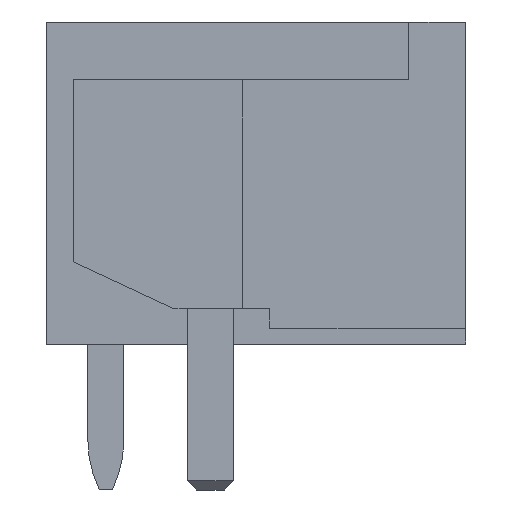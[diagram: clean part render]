
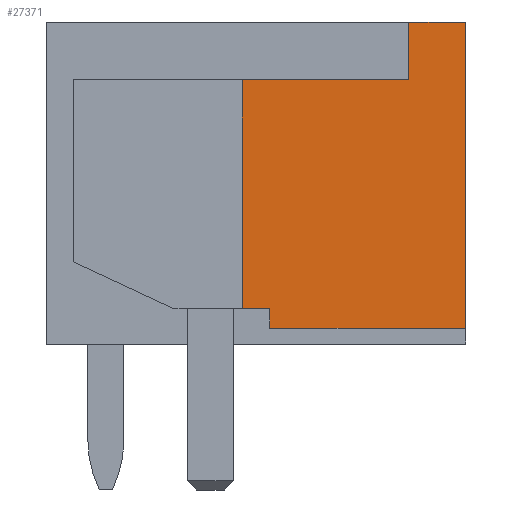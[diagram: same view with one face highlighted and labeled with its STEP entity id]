
A CAD part, left-side view. The second image highlights one B-rep face of the part: STEP entity #27371.
In plain terms, the highlighted planar face has unit normal (-1, 0, 0).
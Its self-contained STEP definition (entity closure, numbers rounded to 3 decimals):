
#27340=AXIS2_PLACEMENT_3D('Plane Axis2P3D',#27337,#27338,#27339) ;
#1132=CARTESIAN_POINT('Vertex',(0.,0.,10.27)) ;
#1135=CARTESIAN_POINT('Line Origine',(0.,0.,6.91)) ;
#1139=CARTESIAN_POINT('Vertex',(0.,0.,3.55)) ;
#3874=CARTESIAN_POINT('Vertex',(0.,1.25,10.27)) ;
#3877=CARTESIAN_POINT('Line Origine',(0.,0.625,10.27)) ;
#27274=CARTESIAN_POINT('Vertex',(0.,4.3,3.55)) ;
#27277=CARTESIAN_POINT('Line Origine',(0.,4.3,3.765)) ;
#27281=CARTESIAN_POINT('Vertex',(0.,4.3,3.98)) ;
#27301=CARTESIAN_POINT('Line Origine',(0.,2.15,3.55)) ;
#27322=CARTESIAN_POINT('Vertex',(0.,1.25,9.)) ;
#27325=CARTESIAN_POINT('Line Origine',(0.,1.25,9.635)) ;
#27337=CARTESIAN_POINT('Axis2P3D Location',(0.,0.,0.)) ;
#27342=CARTESIAN_POINT('Line Origine',(0.,4.6,3.98)) ;
#27346=CARTESIAN_POINT('Vertex',(0.,4.9,3.98)) ;
#27349=CARTESIAN_POINT('Line Origine',(0.,3.075,9.)) ;
#27353=CARTESIAN_POINT('Vertex',(0.,4.9,9.)) ;
#27356=CARTESIAN_POINT('Line Origine',(0.,4.9,6.49)) ;
#1136=DIRECTION('Vector Direction',(0.,0.,-1.)) ;
#3878=DIRECTION('Vector Direction',(0.,-1.,0.)) ;
#27278=DIRECTION('Vector Direction',(0.,0.,1.)) ;
#27302=DIRECTION('Vector Direction',(0.,1.,0.)) ;
#27326=DIRECTION('Vector Direction',(0.,0.,1.)) ;
#27338=DIRECTION('Axis2P3D Direction',(-1.,0.,0.)) ;
#27339=DIRECTION('Axis2P3D XDirection',(0.,-1.,0.)) ;
#27343=DIRECTION('Vector Direction',(0.,1.,0.)) ;
#27350=DIRECTION('Vector Direction',(0.,-1.,0.)) ;
#27357=DIRECTION('Vector Direction',(0.,0.,-1.)) ;
#1137=VECTOR('Line Direction',#1136,1.) ;
#3879=VECTOR('Line Direction',#3878,1.) ;
#27279=VECTOR('Line Direction',#27278,1.) ;
#27303=VECTOR('Line Direction',#27302,1.) ;
#27327=VECTOR('Line Direction',#27326,1.) ;
#27344=VECTOR('Line Direction',#27343,1.) ;
#27351=VECTOR('Line Direction',#27350,1.) ;
#27358=VECTOR('Line Direction',#27357,1.) ;
#27362=ORIENTED_EDGE('',*,*,#27348,.T.) ;
#27363=ORIENTED_EDGE('',*,*,#27283,.T.) ;
#27364=ORIENTED_EDGE('',*,*,#27305,.T.) ;
#27365=ORIENTED_EDGE('',*,*,#1141,.T.) ;
#27366=ORIENTED_EDGE('',*,*,#3881,.T.) ;
#27367=ORIENTED_EDGE('',*,*,#27329,.T.) ;
#27368=ORIENTED_EDGE('',*,*,#27355,.T.) ;
#27369=ORIENTED_EDGE('',*,*,#27360,.T.) ;
#27371=ADVANCED_FACE('HOUSING',(#27370),#27341,.T.) ;
#1141=EDGE_CURVE('',#1140,#1133,#1138,.F.) ;
#3881=EDGE_CURVE('',#1133,#3875,#3880,.F.) ;
#27283=EDGE_CURVE('',#27282,#27275,#27280,.F.) ;
#27305=EDGE_CURVE('',#27275,#1140,#27304,.F.) ;
#27329=EDGE_CURVE('',#3875,#27323,#27328,.F.) ;
#27348=EDGE_CURVE('',#27347,#27282,#27345,.F.) ;
#27355=EDGE_CURVE('',#27323,#27354,#27352,.F.) ;
#27360=EDGE_CURVE('',#27354,#27347,#27359,.T.) ;
#27361=EDGE_LOOP('',(#27362,#27363,#27364,#27365,#27366,#27367,#27368,#27369)) ;
#27370=FACE_OUTER_BOUND('',#27361,.T.) ;
#1138=LINE('Line',#1135,#1137) ;
#3880=LINE('Line',#3877,#3879) ;
#27280=LINE('Line',#27277,#27279) ;
#27304=LINE('Line',#27301,#27303) ;
#27328=LINE('Line',#27325,#27327) ;
#27345=LINE('Line',#27342,#27344) ;
#27352=LINE('Line',#27349,#27351) ;
#27359=LINE('Line',#27356,#27358) ;
#27341=PLANE('',#27340) ;
#1133=VERTEX_POINT('',#1132) ;
#1140=VERTEX_POINT('',#1139) ;
#3875=VERTEX_POINT('',#3874) ;
#27275=VERTEX_POINT('',#27274) ;
#27282=VERTEX_POINT('',#27281) ;
#27323=VERTEX_POINT('',#27322) ;
#27347=VERTEX_POINT('',#27346) ;
#27354=VERTEX_POINT('',#27353) ;
